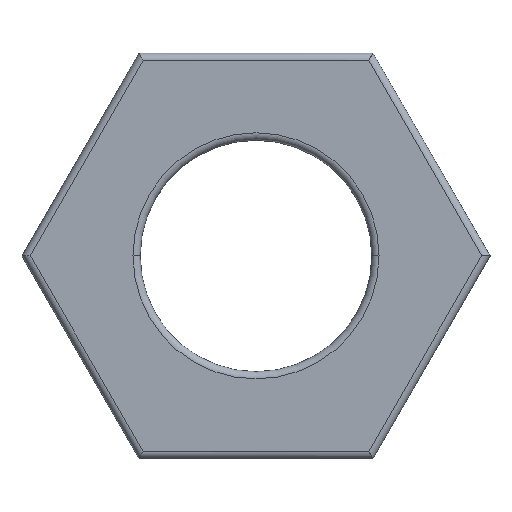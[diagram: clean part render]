
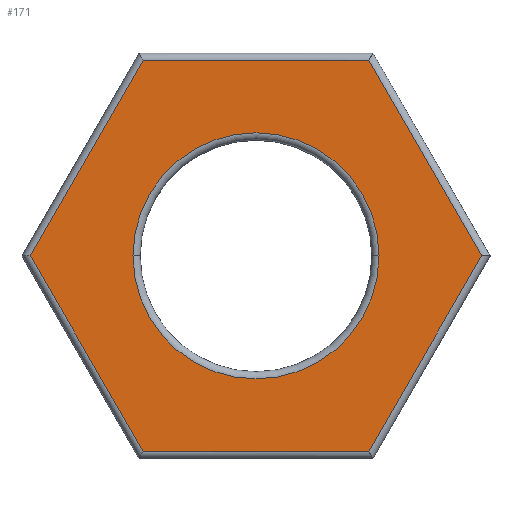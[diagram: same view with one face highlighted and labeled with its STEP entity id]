
A CAD part, top view. The second image highlights one B-rep face of the part: STEP entity #171.
In plain terms, the highlighted planar face has unit normal (0, 0, 1).
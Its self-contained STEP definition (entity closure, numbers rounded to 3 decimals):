
#15 = AXIS2_PLACEMENT_3D ( 'NONE', #625, #100, #697 ) ;
#20 = CARTESIAN_POINT ( 'NONE',  ( -3.933, -0.063, 3.2 ) ) ;
#33 = FACE_OUTER_BOUND ( 'NONE', #599, .T. ) ;
#35 = CARTESIAN_POINT ( 'NONE',  ( -2.021, 3.375, 3.2 ) ) ;
#36 = CARTESIAN_POINT ( 'NONE',  ( 3.933, 0.063, 3.2 ) ) ;
#47 = EDGE_CURVE ( 'NONE', #311, #372, #321, .T. ) ;
#60 = ORIENTED_EDGE ( 'NONE', *, *, #629, .T. ) ;
#64 = VECTOR ( 'NONE', #258, 1000. ) ;
#75 = CARTESIAN_POINT ( 'NONE',  ( -1.949, 3.375, 3.2 ) ) ;
#87 = VECTOR ( 'NONE', #269, 1000. ) ;
#90 = LINE ( 'NONE', #198, #87 ) ;
#95 = DIRECTION ( 'NONE',  ( -1., 0., 0. ) ) ;
#100 = DIRECTION ( 'NONE',  ( 0., 0., 1. ) ) ;
#111 = VERTEX_POINT ( 'NONE', #524 ) ;
#113 = EDGE_CURVE ( 'NONE', #296, #384, #693, .T. ) ;
#125 = ORIENTED_EDGE ( 'NONE', *, *, #169, .T. ) ;
#167 = ORIENTED_EDGE ( 'NONE', *, *, #47, .T. ) ;
#169 = EDGE_CURVE ( 'NONE', #594, #410, #341, .T. ) ;
#171 = ADVANCED_FACE ( 'NONE', ( #409, #33 ), #457, .T. ) ;
#186 = LINE ( 'NONE', #313, #556 ) ;
#187 = AXIS2_PLACEMENT_3D ( 'NONE', #449, #220, #335 ) ;
#198 = CARTESIAN_POINT ( 'NONE',  ( -1.912, -3.438, 3.2 ) ) ;
#220 = DIRECTION ( 'NONE',  ( 0., 0., -1. ) ) ;
#247 = ORIENTED_EDGE ( 'NONE', *, *, #523, .T. ) ;
#253 = CARTESIAN_POINT ( 'NONE',  ( -3.897, 0., 3.2 ) ) ;
#258 = DIRECTION ( 'NONE',  ( -0.5, -0.866, 0. ) ) ;
#269 = DIRECTION ( 'NONE',  ( 0.5, -0.866, 0. ) ) ;
#295 = EDGE_CURVE ( 'NONE', #419, #594, #186, .T. ) ;
#296 = VERTEX_POINT ( 'NONE', #557 ) ;
#311 = VERTEX_POINT ( 'NONE', #75 ) ;
#313 = CARTESIAN_POINT ( 'NONE',  ( 2.021, -3.375, 3.2 ) ) ;
#321 = LINE ( 'NONE', #20, #64 ) ;
#335 = DIRECTION ( 'NONE',  ( 1., 0., 0. ) ) ;
#339 = LINE ( 'NONE', #35, #539 ) ;
#340 = EDGE_CURVE ( 'NONE', #384, #296, #516, .T. ) ;
#341 = LINE ( 'NONE', #36, #720 ) ;
#367 = DIRECTION ( 'NONE',  ( 1., 0., 0. ) ) ;
#372 = VERTEX_POINT ( 'NONE', #253 ) ;
#384 = VERTEX_POINT ( 'NONE', #624 ) ;
#387 = DIRECTION ( 'NONE',  ( 0.5, 0.866, 0. ) ) ;
#399 = ORIENTED_EDGE ( 'NONE', *, *, #113, .T. ) ;
#401 = LINE ( 'NONE', #421, #579 ) ;
#409 = FACE_BOUND ( 'NONE', #423, .T. ) ;
#410 = VERTEX_POINT ( 'NONE', #688 ) ;
#419 = VERTEX_POINT ( 'NONE', #739 ) ;
#421 = CARTESIAN_POINT ( 'NONE',  ( 1.912, 3.438, 3.2 ) ) ;
#423 = EDGE_LOOP ( 'NONE', ( #554, #399 ) ) ;
#427 = CARTESIAN_POINT ( 'NONE',  ( 0., 0., 3.2 ) ) ;
#430 = DIRECTION ( 'NONE',  ( -0.5, 0.866, 0. ) ) ;
#442 = AXIS2_PLACEMENT_3D ( 'NONE', #427, #662, #367 ) ;
#448 = EDGE_CURVE ( 'NONE', #372, #419, #90, .T. ) ;
#449 = CARTESIAN_POINT ( 'NONE',  ( 0., 0., 3.2 ) ) ;
#457 = PLANE ( 'NONE',  #15 ) ;
#465 = CARTESIAN_POINT ( 'NONE',  ( 1.949, -3.375, 3.2 ) ) ;
#493 = DIRECTION ( 'NONE',  ( 1., 0., 0. ) ) ;
#505 = ORIENTED_EDGE ( 'NONE', *, *, #295, .T. ) ;
#516 = CIRCLE ( 'NONE', #442, 2.125 ) ;
#523 = EDGE_CURVE ( 'NONE', #111, #311, #339, .T. ) ;
#524 = CARTESIAN_POINT ( 'NONE',  ( 1.949, 3.375, 3.2 ) ) ;
#539 = VECTOR ( 'NONE', #95, 1000. ) ;
#554 = ORIENTED_EDGE ( 'NONE', *, *, #340, .T. ) ;
#556 = VECTOR ( 'NONE', #493, 1000. ) ;
#557 = CARTESIAN_POINT ( 'NONE',  ( -2.125, 0., 3.2 ) ) ;
#579 = VECTOR ( 'NONE', #430, 1000. ) ;
#594 = VERTEX_POINT ( 'NONE', #465 ) ;
#599 = EDGE_LOOP ( 'NONE', ( #656, #505, #125, #60, #247, #167 ) ) ;
#624 = CARTESIAN_POINT ( 'NONE',  ( 2.125, 0., 3.2 ) ) ;
#625 = CARTESIAN_POINT ( 'NONE',  ( 0., 0., 3.2 ) ) ;
#629 = EDGE_CURVE ( 'NONE', #410, #111, #401, .T. ) ;
#656 = ORIENTED_EDGE ( 'NONE', *, *, #448, .T. ) ;
#662 = DIRECTION ( 'NONE',  ( 0., 0., -1. ) ) ;
#688 = CARTESIAN_POINT ( 'NONE',  ( 3.897, 0., 3.2 ) ) ;
#693 = CIRCLE ( 'NONE', #187, 2.125 ) ;
#697 = DIRECTION ( 'NONE',  ( 1., 0., 0. ) ) ;
#720 = VECTOR ( 'NONE', #387, 1000. ) ;
#739 = CARTESIAN_POINT ( 'NONE',  ( -1.949, -3.375, 3.2 ) ) ;
